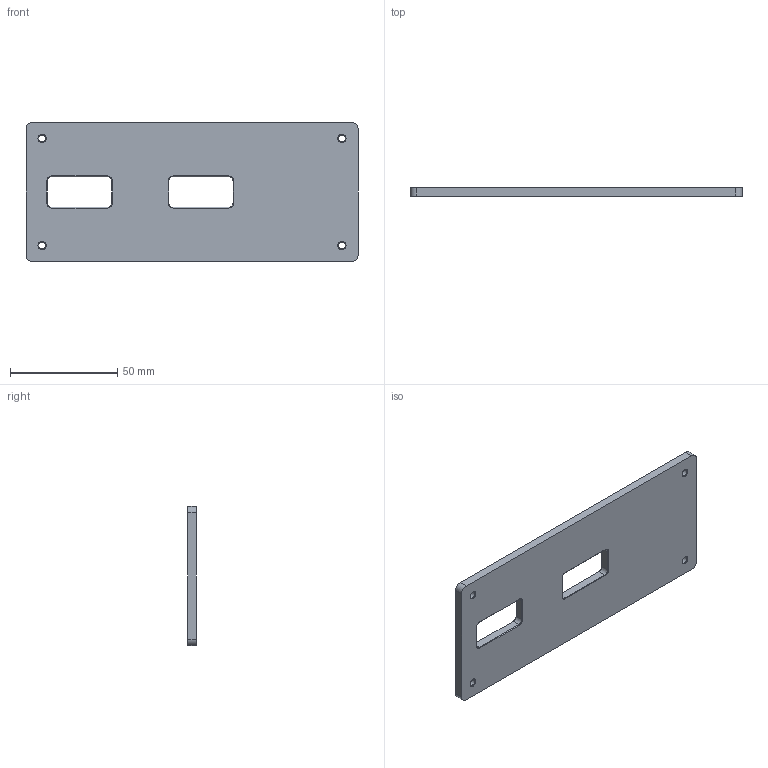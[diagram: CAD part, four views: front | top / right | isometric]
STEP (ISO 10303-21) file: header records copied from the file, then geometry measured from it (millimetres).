
FILE_DESCRIPTION(/* description */ (''),/* implementation_level */ '2;1');
FILE_NAME(/* name */ 'arcade_box_lid_iteration3.stp',/* time_stamp */ '2025-05-14T00:39:07-04:00',/* author */ ('osmon'),/* organization */ (''),/* preprocessor_version */ 'ST-DEVELOPER v20',/* originating_system */ 'Autodesk Inventor 2025',/* authorisation */ '');
FILE_SCHEMA (('AUTOMOTIVE_DESIGN { 1 0 10303 214 3 1 1 }'));
Length unit declared in the file: millimetre
Products named in the file (1): arcade_box_lid_iteration3
Bounding box: 155 x 4 x 65 mm (x, y, z)
Volume: 36633.3 mm3; surface area: 20943.2 mm2
Topology: 1 solids, 1 shells, 58 faces, 140 edges, 88 vertices
Faces by surface type: plane 26, cylinder 20, cone 12
Full cylindrical faces by diameter (mm): 3.2 x4, 6 x4
Entity records: 1759 total; most frequent: DIRECTION 314, CARTESIAN_POINT 287, ORIENTED_EDGE 280, EDGE_CURVE 140, AXIS2_PLACEMENT_3D 115, VERTEX_POINT 88, LINE 84, VECTOR 84
